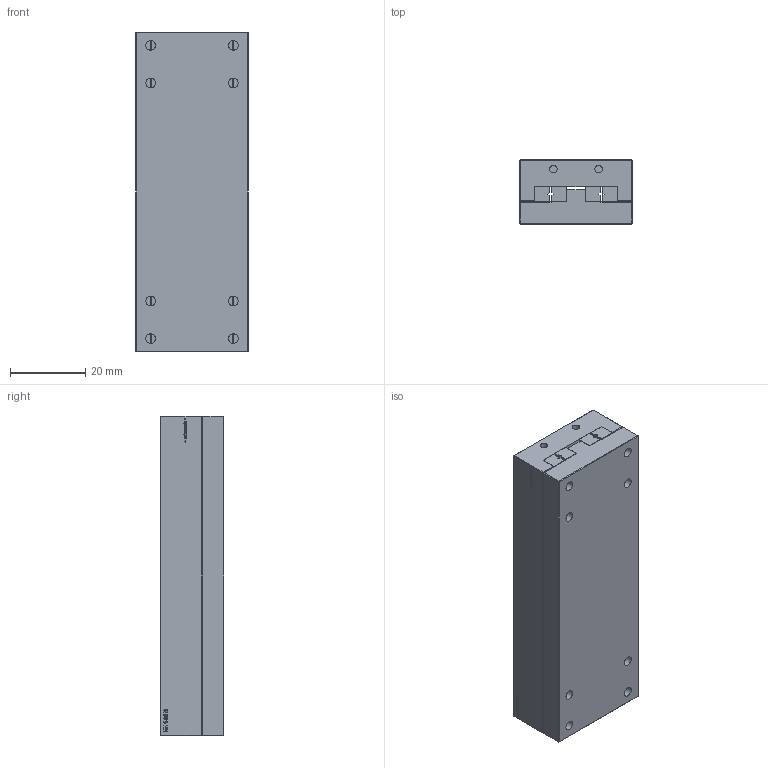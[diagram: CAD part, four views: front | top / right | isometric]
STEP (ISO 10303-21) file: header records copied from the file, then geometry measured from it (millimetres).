
FILE_DESCRIPTION(('FreeCAD Model'),'2;1');
FILE_NAME('NK 1-85 B.step', '2020-04-19T14:30:20',('Author'),(''), 'Open CASCADE STEP processor 6.8','FreeCAD','Unknown');
FILE_SCHEMA(('AUTOMOTIVE_DESIGN_CC2 { 1 2 10303 214 -1 1 5 4 }'));
Length unit declared in the file: millimetre
Products named in the file (3): ASSEMBLY; UT; OT
Assembly tree (2 placements, depth 2):
  ASSEMBLY
    UT
    OT
Bounding box: 30 x 17 x 85 mm (x, y, z)
Volume: 41283.8 mm3; surface area: 21818.5 mm2
Topology: 6 solids, 6 shells, 615 faces, 1635 edges, 1068 vertices
Faces by surface type: plane 313, extrusion 254, cylinder 34, cone 14
Full cylindrical faces by diameter (mm): 2 x18, 2.55 x8, 4.3 x8
Entity records: 40615 total; most frequent: CARTESIAN_POINT 9191, DIRECTION 4913, VECTOR 3957, LINE 3703, ORIENTED_EDGE 3274, PCURVE 3270, DEFINITIONAL_REPRESENTATION 3270, EDGE_CURVE 1635
